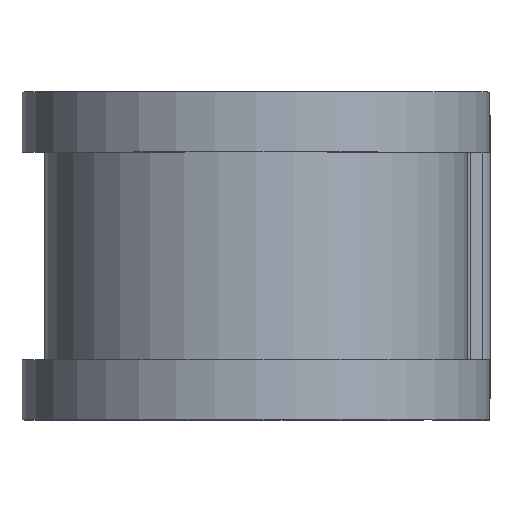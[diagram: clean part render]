
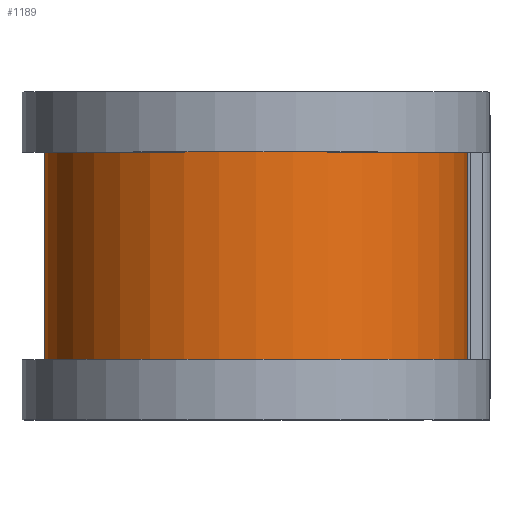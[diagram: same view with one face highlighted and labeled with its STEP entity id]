
A CAD part, top view. The second image highlights one B-rep face of the part: STEP entity #1189.
In plain terms, the highlighted cylindrical face has radius 14.237 mm (diameter 28.473 mm), a partial arc.
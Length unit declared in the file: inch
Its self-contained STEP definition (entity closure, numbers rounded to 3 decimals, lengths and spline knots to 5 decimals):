
#29 = DIRECTION ( 'NONE',  ( 0., -1., 0. ) ) ;
#183 = CARTESIAN_POINT ( 'NONE',  ( 0., 0.375, 0. ) ) ;
#262 = CARTESIAN_POINT ( 'NONE',  ( 0., 0.375, -0.5605 ) ) ;
#287 = AXIS2_PLACEMENT_3D ( 'NONE', #620, #1543, #767 ) ;
#457 = ORIENTED_EDGE ( 'NONE', *, *, #1550, .T. ) ;
#500 = CARTESIAN_POINT ( 'NONE',  ( 0., -0.275, -0.5605 ) ) ;
#511 = VERTEX_POINT ( 'NONE', #1360 ) ;
#519 = DIRECTION ( 'NONE',  ( 0., -1., 0. ) ) ;
#523 = CARTESIAN_POINT ( 'NONE',  ( 0., 0.275, -0.5605 ) ) ;
#620 = CARTESIAN_POINT ( 'NONE',  ( 0., -0.275, 0. ) ) ;
#623 = CARTESIAN_POINT ( 'NONE',  ( 0., 0.275, 0. ) ) ;
#709 = CIRCLE ( 'NONE', #287, 0.5605 ) ;
#767 = DIRECTION ( 'NONE',  ( 0., 0., -1. ) ) ;
#773 = DIRECTION ( 'NONE',  ( 0., 0., -1. ) ) ;
#823 = EDGE_CURVE ( 'NONE', #511, #1486, #709, .T. ) ;
#847 = DIRECTION ( 'NONE',  ( 0., 0., -1. ) ) ;
#901 = EDGE_CURVE ( 'NONE', #1598, #1486, #1339, .T. ) ;
#914 = CARTESIAN_POINT ( 'NONE',  ( 0.5605, 0.375, 0. ) ) ;
#982 = AXIS2_PLACEMENT_3D ( 'NONE', #623, #1547, #773 ) ;
#1098 = CIRCLE ( 'NONE', #982, 0.5605 ) ;
#1121 = VECTOR ( 'NONE', #1533, 39.37008 ) ;
#1127 = LINE ( 'NONE', #914, #1121 ) ;
#1174 = ORIENTED_EDGE ( 'NONE', *, *, #901, .T. ) ;
#1189 = ADVANCED_FACE ( 'NONE', ( #1400 ), #1424, .T. ) ;
#1295 = ORIENTED_EDGE ( 'NONE', *, *, #1509, .F. ) ;
#1312 = VECTOR ( 'NONE', #519, 39.37008 ) ;
#1339 = LINE ( 'NONE', #262, #1312 ) ;
#1360 = CARTESIAN_POINT ( 'NONE',  ( 0.5605, -0.275, 0. ) ) ;
#1400 = FACE_OUTER_BOUND ( 'NONE', #1753, .T. ) ;
#1424 = CYLINDRICAL_SURFACE ( 'NONE', #1747, 0.5605 ) ;
#1486 = VERTEX_POINT ( 'NONE', #500 ) ;
#1509 = EDGE_CURVE ( 'NONE', #1537, #511, #1127, .T. ) ;
#1533 = DIRECTION ( 'NONE',  ( 0., -1., 0. ) ) ;
#1537 = VERTEX_POINT ( 'NONE', #1699 ) ;
#1543 = DIRECTION ( 'NONE',  ( 0., -1., 0. ) ) ;
#1547 = DIRECTION ( 'NONE',  ( 0., -1., 0. ) ) ;
#1550 = EDGE_CURVE ( 'NONE', #1537, #1598, #1098, .T. ) ;
#1598 = VERTEX_POINT ( 'NONE', #523 ) ;
#1602 = ORIENTED_EDGE ( 'NONE', *, *, #823, .F. ) ;
#1699 = CARTESIAN_POINT ( 'NONE',  ( 0.5605, 0.275, 0. ) ) ;
#1747 = AXIS2_PLACEMENT_3D ( 'NONE', #183, #29, #847 ) ;
#1753 = EDGE_LOOP ( 'NONE', ( #1295, #457, #1174, #1602 ) ) ;
